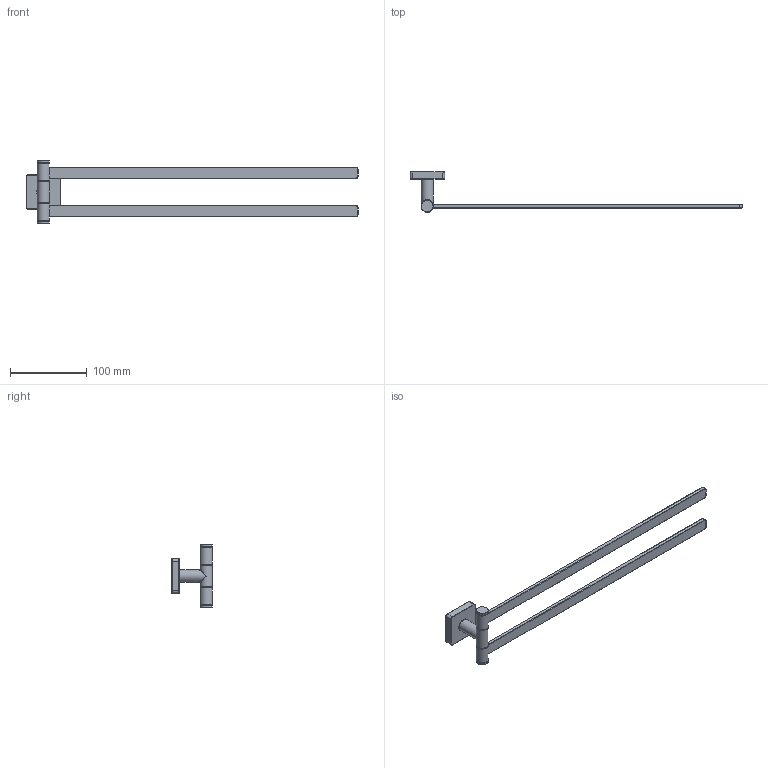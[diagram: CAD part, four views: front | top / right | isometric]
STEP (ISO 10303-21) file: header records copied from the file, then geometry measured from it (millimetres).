
FILE_DESCRIPTION(/* description */ ('Unknown'),/* implementation_level */ '2;1');
FILE_NAME(/* name */ '239996200',/* time_stamp */ '2023-12-13T16:37:08+08:00',/* author */ ('Unknown'),/* organization */ ('Unknown'),/* preprocessor_version */ 'ST-DEVELOPER v18.102',/* originating_system */ 'GstarCAD3D',/* authorisation */ 'Unknown');
FILE_SCHEMA (('AUTOMOTIVE_DESIGN {1 0 10303 214 3 1 1}'));
Length unit declared in the file: millimetre
Products named in the file (1): 239996200
Bounding box: 432.5 x 53 x 82 mm (x, y, z)
Volume: 102361.4 mm3; surface area: 42786.1 mm2
Topology: 1 solids, 1 shells, 85 faces, 198 edges, 113 vertices
Faces by surface type: cylinder 38, torus 27, plane 18, bspline 2
Full cylindrical faces by diameter (mm): 15 x4, 16 x6
Entity records: 2268 total; most frequent: CARTESIAN_POINT 440, DIRECTION 416, ORIENTED_EDGE 324, AXIS2_PLACEMENT_3D 178, EDGE_CURVE 162, EDGE_LOOP 110, FACE_BOUND 110, VERTEX_POINT 104
